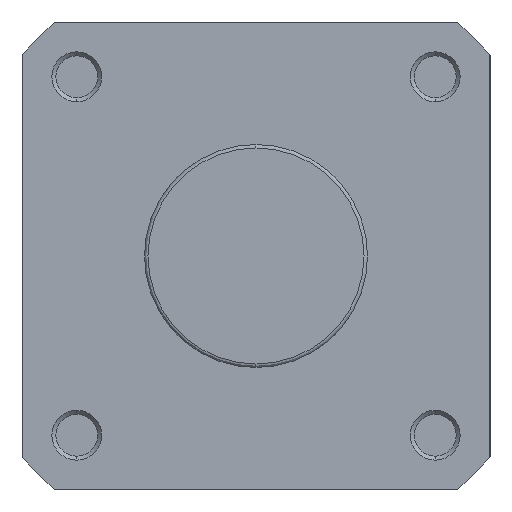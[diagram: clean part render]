
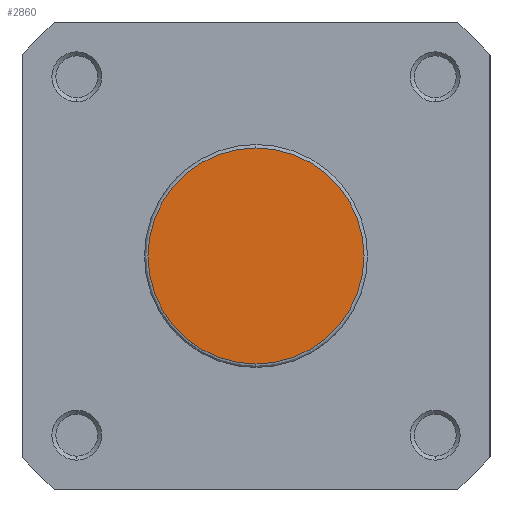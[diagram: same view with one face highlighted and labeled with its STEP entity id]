
A CAD part, left-side view. The second image highlights one B-rep face of the part: STEP entity #2860.
In plain terms, the highlighted planar face has unit normal (-1, 0, 0).
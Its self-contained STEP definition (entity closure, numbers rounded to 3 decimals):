
#423 = CIRCLE ( 'NONE', #2319, 21.7 ) ;
#703 = CIRCLE ( 'NONE', #2422, 21.7 ) ;
#1198 = ORIENTED_EDGE ( 'NONE', *, *, #1923, .T. ) ;
#1392 = ORIENTED_EDGE ( 'NONE', *, *, #2130, .T. ) ;
#1658 = CARTESIAN_POINT ( 'NONE',  ( 0., 0., -21.7 ) ) ;
#1673 = CARTESIAN_POINT ( 'NONE',  ( 0., 0., 21.7 ) ) ;
#1923 = EDGE_CURVE ( 'NONE', #3225, #3287, #423, .T. ) ;
#2130 = EDGE_CURVE ( 'NONE', #3287, #3225, #703, .T. ) ;
#2319 = AXIS2_PLACEMENT_3D ( 'NONE', #3594, #3256, #3593 ) ;
#2422 = AXIS2_PLACEMENT_3D ( 'NONE', #3888, #3891, #3892 ) ;
#2637 = AXIS2_PLACEMENT_3D ( 'NONE', #4744, #4746, #4747 ) ;
#2860 = ADVANCED_FACE ( 'NONE', ( #4910 ), #4745, .F. ) ;
#3225 = VERTEX_POINT ( 'NONE', #1658 ) ;
#3256 = DIRECTION ( 'NONE',  ( -1., 0., 0. ) ) ;
#3287 = VERTEX_POINT ( 'NONE', #1673 ) ;
#3593 = DIRECTION ( 'NONE',  ( 0., 0., -1. ) ) ;
#3594 = CARTESIAN_POINT ( 'NONE',  ( 0., 0., 0. ) ) ;
#3888 = CARTESIAN_POINT ( 'NONE',  ( 0., 0., 0. ) ) ;
#3891 = DIRECTION ( 'NONE',  ( -1., 0., 0. ) ) ;
#3892 = DIRECTION ( 'NONE',  ( 0., 0., -1. ) ) ;
#4744 = CARTESIAN_POINT ( 'NONE',  ( 0., 22.4, 0. ) ) ;
#4745 = PLANE ( 'NONE',  #2637 ) ;
#4746 = DIRECTION ( 'NONE',  ( 1., 0., 0. ) ) ;
#4747 = DIRECTION ( 'NONE',  ( 0., 0., -1. ) ) ;
#4910 = FACE_OUTER_BOUND ( 'NONE', #5280, .T. ) ;
#5280 = EDGE_LOOP ( 'NONE', ( #1198, #1392 ) ) ;
